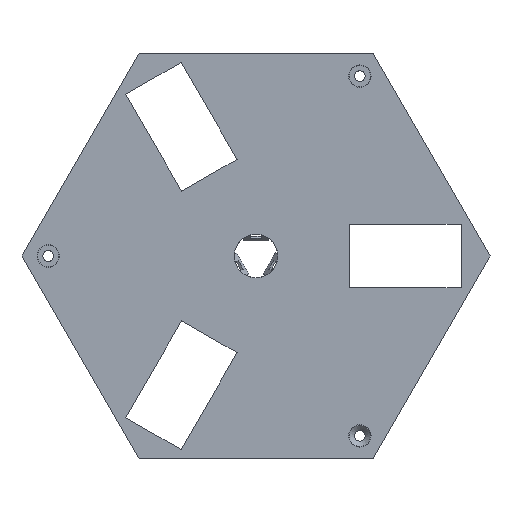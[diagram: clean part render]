
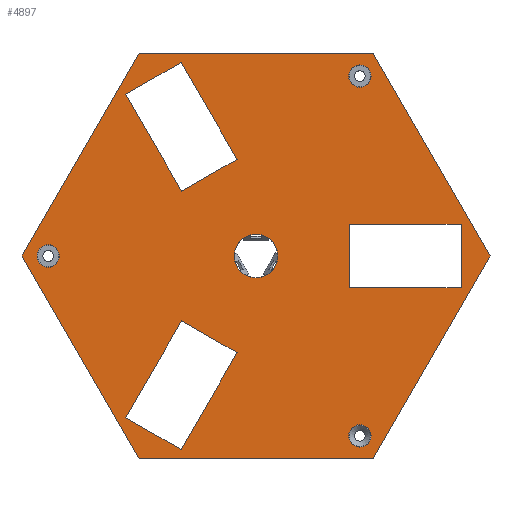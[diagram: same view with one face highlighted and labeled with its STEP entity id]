
A CAD part, front view. The second image highlights one B-rep face of the part: STEP entity #4897.
In plain terms, the highlighted planar face has unit normal (0, -1, 0).
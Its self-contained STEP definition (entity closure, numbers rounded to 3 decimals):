
#40=FACE_BOUND('',#748,.T.);
#41=FACE_BOUND('',#749,.T.);
#42=FACE_BOUND('',#750,.T.);
#43=FACE_BOUND('',#751,.T.);
#44=FACE_BOUND('',#752,.T.);
#45=FACE_BOUND('',#753,.T.);
#46=FACE_BOUND('',#754,.T.);
#223=PLANE('',#5201);
#482=FACE_OUTER_BOUND('',#747,.T.);
#747=EDGE_LOOP('',(#4423,#4424,#4425,#4426,#4427,#4428));
#748=EDGE_LOOP('',(#4429));
#749=EDGE_LOOP('',(#4430));
#750=EDGE_LOOP('',(#4431));
#751=EDGE_LOOP('',(#4432,#4433,#4434,#4435));
#752=EDGE_LOOP('',(#4436,#4437,#4438,#4439));
#753=EDGE_LOOP('',(#4440,#4441,#4442,#4443));
#754=EDGE_LOOP('',(#4444));
#808=LINE('',#6532,#1457);
#812=LINE('',#6540,#1461);
#815=LINE('',#6546,#1464);
#818=LINE('',#6551,#1467);
#1049=LINE('',#7051,#1698);
#1052=LINE('',#7056,#1701);
#1054=LINE('',#7060,#1703);
#1056=LINE('',#7063,#1705);
#1161=LINE('',#7291,#1810);
#1164=LINE('',#7296,#1813);
#1166=LINE('',#7300,#1815);
#1168=LINE('',#7303,#1817);
#1343=LINE('',#7674,#1992);
#1344=LINE('',#7676,#1993);
#1345=LINE('',#7678,#1994);
#1346=LINE('',#7680,#1995);
#1347=LINE('',#7682,#1996);
#1348=LINE('',#7683,#1997);
#1457=VECTOR('',#5313,10.);
#1461=VECTOR('',#5319,10.);
#1464=VECTOR('',#5324,10.);
#1467=VECTOR('',#5329,10.);
#1698=VECTOR('',#5698,10.);
#1701=VECTOR('',#5703,10.);
#1703=VECTOR('',#5707,10.);
#1705=VECTOR('',#5711,10.);
#1810=VECTOR('',#5932,10.);
#1813=VECTOR('',#5937,10.);
#1815=VECTOR('',#5941,10.);
#1817=VECTOR('',#5945,10.);
#1992=VECTOR('',#6284,10.);
#1993=VECTOR('',#6285,10.);
#1994=VECTOR('',#6286,10.);
#1995=VECTOR('',#6287,10.);
#1996=VECTOR('',#6288,10.);
#1997=VECTOR('',#6289,10.);
#2100=CIRCLE('',#4962,2.1);
#2105=CIRCLE('',#4971,2.1);
#2110=CIRCLE('',#4980,2.1);
#2140=CIRCLE('',#5178,4.1);
#2144=VERTEX_POINT('',#6489);
#2149=VERTEX_POINT('',#6506);
#2154=VERTEX_POINT('',#6523);
#2156=VERTEX_POINT('',#6530);
#2157=VERTEX_POINT('',#6531);
#2160=VERTEX_POINT('',#6539);
#2162=VERTEX_POINT('',#6545);
#2362=VERTEX_POINT('',#7049);
#2363=VERTEX_POINT('',#7050);
#2364=VERTEX_POINT('',#7055);
#2365=VERTEX_POINT('',#7059);
#2429=VERTEX_POINT('',#7289);
#2430=VERTEX_POINT('',#7290);
#2431=VERTEX_POINT('',#7295);
#2432=VERTEX_POINT('',#7299);
#2497=VERTEX_POINT('',#7531);
#2545=VERTEX_POINT('',#7672);
#2546=VERTEX_POINT('',#7673);
#2547=VERTEX_POINT('',#7675);
#2548=VERTEX_POINT('',#7677);
#2549=VERTEX_POINT('',#7679);
#2550=VERTEX_POINT('',#7681);
#2610=EDGE_CURVE('',#2144,#2144,#2100,.T.);
#2618=EDGE_CURVE('',#2149,#2149,#2105,.T.);
#2626=EDGE_CURVE('',#2154,#2154,#2110,.T.);
#2629=EDGE_CURVE('',#2156,#2157,#808,.T.);
#2633=EDGE_CURVE('',#2157,#2160,#812,.T.);
#2636=EDGE_CURVE('',#2160,#2162,#815,.T.);
#2639=EDGE_CURVE('',#2162,#2156,#818,.T.);
#2886=EDGE_CURVE('',#2362,#2363,#1049,.T.);
#2889=EDGE_CURVE('',#2363,#2364,#1052,.T.);
#2891=EDGE_CURVE('',#2364,#2365,#1054,.T.);
#2893=EDGE_CURVE('',#2365,#2362,#1056,.T.);
#3004=EDGE_CURVE('',#2429,#2430,#1161,.T.);
#3007=EDGE_CURVE('',#2430,#2431,#1164,.T.);
#3009=EDGE_CURVE('',#2431,#2432,#1166,.T.);
#3011=EDGE_CURVE('',#2432,#2429,#1168,.T.);
#3124=EDGE_CURVE('',#2497,#2497,#2140,.T.);
#3196=EDGE_CURVE('',#2545,#2546,#1343,.T.);
#3197=EDGE_CURVE('',#2547,#2545,#1344,.T.);
#3198=EDGE_CURVE('',#2548,#2547,#1345,.T.);
#3199=EDGE_CURVE('',#2549,#2548,#1346,.T.);
#3200=EDGE_CURVE('',#2550,#2549,#1347,.T.);
#3201=EDGE_CURVE('',#2546,#2550,#1348,.T.);
#4423=ORIENTED_EDGE('',*,*,#3196,.F.);
#4424=ORIENTED_EDGE('',*,*,#3197,.F.);
#4425=ORIENTED_EDGE('',*,*,#3198,.F.);
#4426=ORIENTED_EDGE('',*,*,#3199,.F.);
#4427=ORIENTED_EDGE('',*,*,#3200,.F.);
#4428=ORIENTED_EDGE('',*,*,#3201,.F.);
#4429=ORIENTED_EDGE('',*,*,#2610,.T.);
#4430=ORIENTED_EDGE('',*,*,#2618,.T.);
#4431=ORIENTED_EDGE('',*,*,#2626,.T.);
#4432=ORIENTED_EDGE('',*,*,#2629,.T.);
#4433=ORIENTED_EDGE('',*,*,#2633,.T.);
#4434=ORIENTED_EDGE('',*,*,#2636,.T.);
#4435=ORIENTED_EDGE('',*,*,#2639,.T.);
#4436=ORIENTED_EDGE('',*,*,#2886,.T.);
#4437=ORIENTED_EDGE('',*,*,#2889,.T.);
#4438=ORIENTED_EDGE('',*,*,#2891,.T.);
#4439=ORIENTED_EDGE('',*,*,#2893,.T.);
#4440=ORIENTED_EDGE('',*,*,#3004,.T.);
#4441=ORIENTED_EDGE('',*,*,#3007,.T.);
#4442=ORIENTED_EDGE('',*,*,#3009,.T.);
#4443=ORIENTED_EDGE('',*,*,#3011,.T.);
#4444=ORIENTED_EDGE('',*,*,#3124,.T.);
#4897=ADVANCED_FACE('',(#482,#40,#41,#42,#43,#44,#45,#46),#223,.F.);
#4962=AXIS2_PLACEMENT_3D('',#6490,#5262,#5263);
#4971=AXIS2_PLACEMENT_3D('',#6507,#5283,#5284);
#4980=AXIS2_PLACEMENT_3D('',#6524,#5304,#5305);
#5178=AXIS2_PLACEMENT_3D('',#7533,#6168,#6169);
#5201=AXIS2_PLACEMENT_3D('',#7671,#6282,#6283);
#5262=DIRECTION('center_axis',(0.,1.,0.));
#5263=DIRECTION('ref_axis',(-0.5,0.,0.866));
#5283=DIRECTION('center_axis',(0.,1.,0.));
#5284=DIRECTION('ref_axis',(-0.5,0.,-0.866));
#5304=DIRECTION('center_axis',(0.,1.,0.));
#5305=DIRECTION('ref_axis',(1.,0.,0.));
#5313=DIRECTION('',(-0.5,0.,0.866));
#5319=DIRECTION('',(0.866,0.,0.5));
#5324=DIRECTION('',(0.5,0.,-0.866));
#5329=DIRECTION('',(-0.866,0.,-0.5));
#5698=DIRECTION('',(-0.5,0.,-0.866));
#5703=DIRECTION('',(-0.866,0.,0.5));
#5707=DIRECTION('',(0.5,0.,0.866));
#5711=DIRECTION('',(0.866,0.,-0.5));
#5932=DIRECTION('',(1.,0.,0.));
#5937=DIRECTION('',(0.,0.,-1.));
#5941=DIRECTION('',(-1.,0.,0.));
#5945=DIRECTION('',(0.,0.,1.));
#6168=DIRECTION('center_axis',(0.,1.,0.));
#6169=DIRECTION('ref_axis',(-1.,0.,0.));
#6282=DIRECTION('center_axis',(0.,1.,0.));
#6283=DIRECTION('ref_axis',(1.,0.,0.));
#6284=DIRECTION('',(-1.,0.,0.));
#6285=DIRECTION('',(-0.5,0.,-0.866));
#6286=DIRECTION('',(0.5,0.,-0.866));
#6287=DIRECTION('',(1.,0.,0.));
#6288=DIRECTION('',(0.5,0.,0.866));
#6289=DIRECTION('',(-0.5,0.,0.866));
#6489=CARTESIAN_POINT('',(20.55,0.,31.956));
#6490=CARTESIAN_POINT('Origin',(19.5,0.,33.775));
#6506=CARTESIAN_POINT('',(-37.95,0.,1.819));
#6507=CARTESIAN_POINT('Origin',(-39.,0.,0.));
#6523=CARTESIAN_POINT('',(17.4,0.,-33.775));
#6524=CARTESIAN_POINT('Origin',(19.5,0.,-33.775));
#6530=CARTESIAN_POINT('',(-13.946,0.,12.155));
#6531=CARTESIAN_POINT('',(-24.446,0.,30.342));
#6532=CARTESIAN_POINT('',(-14.821,0.,13.671));
#6539=CARTESIAN_POINT('',(-14.054,0.,36.342));
#6540=CARTESIAN_POINT('',(-16.652,0.,34.842));
#6545=CARTESIAN_POINT('',(-3.554,0.,18.155));
#6546=CARTESIAN_POINT('',(0.821,0.,10.578));
#6551=CARTESIAN_POINT('',(-11.348,0.,13.655));
#7049=CARTESIAN_POINT('',(-3.554,0.,-18.155));
#7050=CARTESIAN_POINT('',(-14.054,0.,-36.342));
#7051=CARTESIAN_POINT('',(-4.429,0.,-19.671));
#7055=CARTESIAN_POINT('',(-24.446,0.,-30.342));
#7056=CARTESIAN_POINT('',(-21.848,0.,-31.842));
#7059=CARTESIAN_POINT('',(-13.946,0.,-12.155));
#7060=CARTESIAN_POINT('',(-9.571,0.,-4.578));
#7063=CARTESIAN_POINT('',(-6.152,0.,-16.655));
#7289=CARTESIAN_POINT('',(17.5,0.,6.));
#7290=CARTESIAN_POINT('',(38.5,0.,6.));
#7291=CARTESIAN_POINT('',(19.25,0.,6.));
#7295=CARTESIAN_POINT('',(38.5,0.,-6.));
#7296=CARTESIAN_POINT('',(38.5,0.,-3.));
#7299=CARTESIAN_POINT('',(17.5,0.,-6.));
#7300=CARTESIAN_POINT('',(8.75,0.,-6.));
#7303=CARTESIAN_POINT('',(17.5,0.,3.));
#7531=CARTESIAN_POINT('',(4.1,0.,0.));
#7533=CARTESIAN_POINT('Origin',(0.,0.,0.));
#7671=CARTESIAN_POINT('Origin',(0.,0.,0.));
#7672=CARTESIAN_POINT('',(21.961,0.,-38.037));
#7673=CARTESIAN_POINT('',(-21.961,0.,-38.037));
#7674=CARTESIAN_POINT('',(21.961,0.,-38.037));
#7675=CARTESIAN_POINT('',(43.922,0.,0.));
#7676=CARTESIAN_POINT('',(43.922,0.,0.));
#7677=CARTESIAN_POINT('',(21.961,0.,38.037));
#7678=CARTESIAN_POINT('',(21.961,0.,38.037));
#7679=CARTESIAN_POINT('',(-21.961,0.,38.037));
#7680=CARTESIAN_POINT('',(-21.961,0.,38.037));
#7681=CARTESIAN_POINT('',(-43.922,0.,0.));
#7682=CARTESIAN_POINT('',(-43.922,0.,0.));
#7683=CARTESIAN_POINT('',(-21.961,0.,-38.037));
